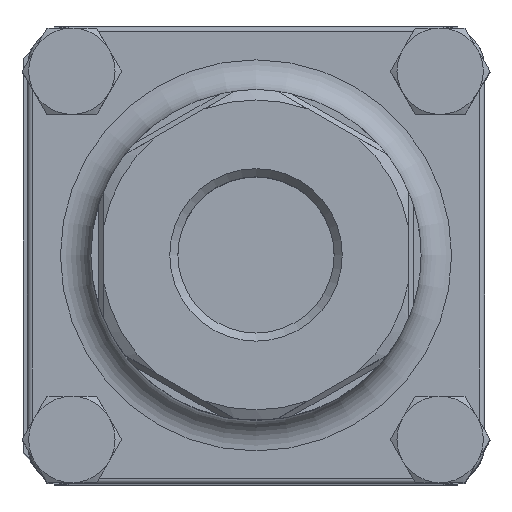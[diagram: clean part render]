
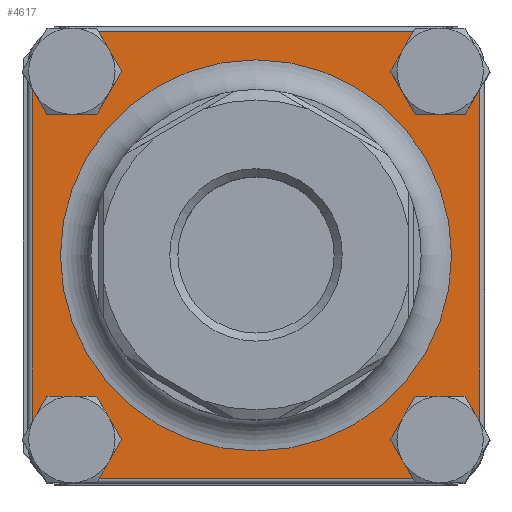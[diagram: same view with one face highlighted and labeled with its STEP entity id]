
A CAD part, top view. The second image highlights one B-rep face of the part: STEP entity #4617.
In plain terms, the highlighted planar face has unit normal (0, 0, 1).
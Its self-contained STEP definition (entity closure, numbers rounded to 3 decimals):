
#170=LINE('',#7376,#418);
#173=LINE('',#7399,#421);
#176=LINE('',#7405,#424);
#178=LINE('',#7423,#426);
#418=VECTOR('',#5877,10.);
#421=VECTOR('',#5904,10.);
#424=VECTOR('',#5911,10.);
#426=VECTOR('',#5933,10.);
#751=FACE_BOUND('',#1955,.T.);
#1041=CIRCLE('',#4724,7.8);
#1042=CIRCLE('',#4725,7.8);
#1061=CIRCLE('',#4774,7.8);
#1063=CIRCLE('',#4776,7.8);
#1168=CIRCLE('',#4966,38.5);
#1237=CIRCLE('',#5120,7.8);
#1253=CIRCLE('',#5166,7.8);
#1254=CIRCLE('',#5167,7.8);
#1402=PLANE('',#5165);
#1661=FACE_OUTER_BOUND('',#1954,.T.);
#1954=EDGE_LOOP('',(#4191,#4192,#4193,#4194,#4195,#4196,#4197,#4198,#4199,
#4200,#4201));
#1955=EDGE_LOOP('',(#4202));
#2018=VERTEX_POINT('',#6721);
#2021=VERTEX_POINT('',#6728);
#2042=VERTEX_POINT('',#6826);
#2062=VERTEX_POINT('',#6913);
#2065=VERTEX_POINT('',#6920);
#2086=VERTEX_POINT('',#7017);
#2208=VERTEX_POINT('',#7374);
#2215=VERTEX_POINT('',#7396);
#2216=VERTEX_POINT('',#7398);
#2223=VERTEX_POINT('',#7422);
#2224=VERTEX_POINT('',#7430);
#2358=VERTEX_POINT('',#8001);
#2469=EDGE_CURVE('',#2042,#2021,#1041,.T.);
#2471=EDGE_CURVE('',#2018,#2042,#1042,.T.);
#2538=EDGE_CURVE('',#2062,#2086,#1061,.T.);
#2540=EDGE_CURVE('',#2086,#2065,#1063,.T.);
#2711=EDGE_CURVE('',#2208,#2065,#170,.T.);
#2723=EDGE_CURVE('',#2215,#2216,#173,.T.);
#2727=EDGE_CURVE('',#2062,#2021,#176,.T.);
#2736=EDGE_CURVE('',#2018,#2223,#178,.T.);
#2740=EDGE_CURVE('',#2224,#2224,#1168,.T.);
#2915=EDGE_CURVE('',#2208,#2216,#1237,.T.);
#2978=EDGE_CURVE('',#2215,#2358,#1253,.T.);
#2979=EDGE_CURVE('',#2358,#2223,#1254,.T.);
#4191=ORIENTED_EDGE('',*,*,#2978,.T.);
#4192=ORIENTED_EDGE('',*,*,#2979,.T.);
#4193=ORIENTED_EDGE('',*,*,#2736,.F.);
#4194=ORIENTED_EDGE('',*,*,#2471,.T.);
#4195=ORIENTED_EDGE('',*,*,#2469,.T.);
#4196=ORIENTED_EDGE('',*,*,#2727,.F.);
#4197=ORIENTED_EDGE('',*,*,#2538,.T.);
#4198=ORIENTED_EDGE('',*,*,#2540,.T.);
#4199=ORIENTED_EDGE('',*,*,#2711,.F.);
#4200=ORIENTED_EDGE('',*,*,#2915,.T.);
#4201=ORIENTED_EDGE('',*,*,#2723,.F.);
#4202=ORIENTED_EDGE('',*,*,#2740,.F.);
#4617=ADVANCED_FACE('',(#1661,#751),#1402,.T.);
#4724=AXIS2_PLACEMENT_3D('',#6827,#5351,#5352);
#4725=AXIS2_PLACEMENT_3D('',#6829,#5354,#5355);
#4774=AXIS2_PLACEMENT_3D('',#7018,#5476,#5477);
#4776=AXIS2_PLACEMENT_3D('',#7020,#5480,#5481);
#4966=AXIS2_PLACEMENT_3D('',#7431,#5943,#5944);
#5120=AXIS2_PLACEMENT_3D('',#7824,#6321,#6322);
#5165=AXIS2_PLACEMENT_3D('',#8000,#6434,#6435);
#5166=AXIS2_PLACEMENT_3D('',#8002,#6436,#6437);
#5167=AXIS2_PLACEMENT_3D('',#8003,#6438,#6439);
#5351=DIRECTION('center_axis',(0.,0.,-1.));
#5352=DIRECTION('ref_axis',(-0.5,0.866,0.));
#5354=DIRECTION('center_axis',(0.,0.,-1.));
#5355=DIRECTION('ref_axis',(-0.5,0.866,0.));
#5476=DIRECTION('center_axis',(0.,0.,-1.));
#5477=DIRECTION('ref_axis',(-0.5,0.866,0.));
#5480=DIRECTION('center_axis',(0.,0.,-1.));
#5481=DIRECTION('ref_axis',(-0.5,0.866,0.));
#5877=DIRECTION('',(-1.,0.,0.));
#5904=DIRECTION('',(0.,-1.,0.));
#5911=DIRECTION('',(0.,1.,0.));
#5933=DIRECTION('',(1.,0.,0.));
#5943=DIRECTION('center_axis',(0.,0.,1.));
#5944=DIRECTION('ref_axis',(-1.,0.,0.));
#6321=DIRECTION('center_axis',(0.,0.,-1.));
#6322=DIRECTION('ref_axis',(-0.5,0.866,0.));
#6434=DIRECTION('center_axis',(0.,0.,1.));
#6435=DIRECTION('ref_axis',(1.,0.,0.));
#6436=DIRECTION('center_axis',(0.,0.,-1.));
#6437=DIRECTION('ref_axis',(-0.5,0.866,0.));
#6438=DIRECTION('center_axis',(0.,0.,-1.));
#6439=DIRECTION('ref_axis',(-0.5,0.866,0.));
#6721=CARTESIAN_POINT('',(-35.368,44.,15.));
#6728=CARTESIAN_POINT('',(-44.,35.368,15.));
#6826=CARTESIAN_POINT('',(-32.35,29.495,15.));
#6827=CARTESIAN_POINT('Origin',(-36.25,36.25,15.));
#6829=CARTESIAN_POINT('Origin',(-36.25,36.25,15.));
#6913=CARTESIAN_POINT('',(-44.,-35.368,15.));
#6920=CARTESIAN_POINT('',(-35.368,-44.,15.));
#7017=CARTESIAN_POINT('',(-32.35,-43.005,15.));
#7018=CARTESIAN_POINT('Origin',(-36.25,-36.25,15.));
#7020=CARTESIAN_POINT('Origin',(-36.25,-36.25,15.));
#7374=CARTESIAN_POINT('',(35.368,-44.,15.));
#7376=CARTESIAN_POINT('',(22.5,-44.,15.));
#7396=CARTESIAN_POINT('',(44.,35.368,15.));
#7398=CARTESIAN_POINT('',(44.,-35.368,15.));
#7399=CARTESIAN_POINT('',(44.,22.5,15.));
#7405=CARTESIAN_POINT('',(-44.,-22.5,15.));
#7422=CARTESIAN_POINT('',(35.368,44.,15.));
#7423=CARTESIAN_POINT('',(-22.5,44.,15.));
#7430=CARTESIAN_POINT('',(-38.5,0.,15.));
#7431=CARTESIAN_POINT('Origin',(0.,0.,15.));
#7824=CARTESIAN_POINT('Origin',(36.25,-36.25,15.));
#8000=CARTESIAN_POINT('Origin',(0.,0.,
15.));
#8001=CARTESIAN_POINT('',(40.15,29.495,15.));
#8002=CARTESIAN_POINT('Origin',(36.25,36.25,15.));
#8003=CARTESIAN_POINT('Origin',(36.25,36.25,15.));
